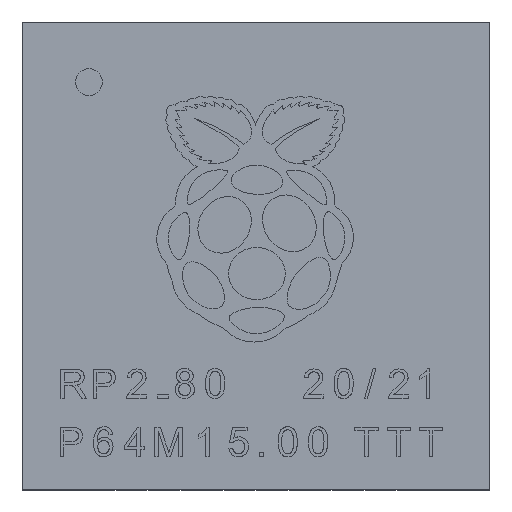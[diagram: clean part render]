
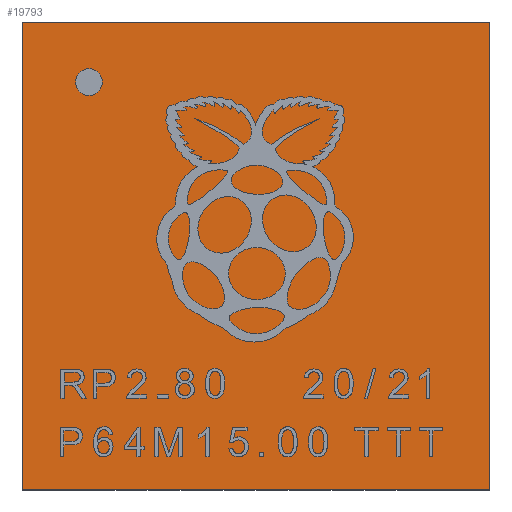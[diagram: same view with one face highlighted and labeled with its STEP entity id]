
A CAD part, top view. The second image highlights one B-rep face of the part: STEP entity #19793.
In plain terms, the highlighted planar face has unit normal (0, 0, 1).
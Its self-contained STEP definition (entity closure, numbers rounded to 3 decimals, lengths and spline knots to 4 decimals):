
#2509=PLANE('',#20443);
#3506=FACE_OUTER_BOUND('',#4666,.T.);
#4666=EDGE_LOOP('',(#17622,#17623,#17624,#17625));
#5978=LINE('',#36001,#7498);
#6013=LINE('',#36168,#7533);
#6170=LINE('',#41738,#7690);
#6172=LINE('',#41741,#7692);
#7498=VECTOR('',#22160,10.);
#7533=VECTOR('',#22199,10.);
#7690=VECTOR('',#22468,0.95);
#7692=VECTOR('',#22472,0.95);
#9398=VERTEX_POINT('',#35998);
#9399=VERTEX_POINT('',#36000);
#9433=VERTEX_POINT('',#36167);
#9588=VERTEX_POINT('',#41737);
#12041=EDGE_CURVE('',#9399,#9398,#5978,.T.);
#12078=EDGE_CURVE('',#9433,#9399,#6013,.T.);
#12343=EDGE_CURVE('',#9588,#9398,#6170,.T.);
#12345=EDGE_CURVE('',#9433,#9588,#6172,.T.);
#17622=ORIENTED_EDGE('',*,*,#12345,.F.);
#17623=ORIENTED_EDGE('',*,*,#12078,.T.);
#17624=ORIENTED_EDGE('',*,*,#12041,.T.);
#17625=ORIENTED_EDGE('',*,*,#12343,.F.);
#19793=ADVANCED_FACE('',(#3506),#2509,.T.);
#20443=AXIS2_PLACEMENT_3D('',#41742,#22473,#22474);
#22160=DIRECTION('',(-1.,0.,0.));
#22199=DIRECTION('',(0.,1.,0.));
#22468=DIRECTION('',(0.,1.,0.));
#22472=DIRECTION('',(-1.,0.,0.));
#22473=DIRECTION('center_axis',(0.,0.,1.));
#22474=DIRECTION('ref_axis',(1.,0.,0.));
#35998=CARTESIAN_POINT('',(-3.5,0.,0.9));
#36000=CARTESIAN_POINT('',(3.5,0.,0.9));
#36001=CARTESIAN_POINT('',(-3.5,0.,0.9));
#36167=CARTESIAN_POINT('',(3.5,-7.,0.9));
#36168=CARTESIAN_POINT('',(3.5,0.,0.9));
#41737=CARTESIAN_POINT('',(-3.5,-7.,0.9));
#41738=CARTESIAN_POINT('',(-3.5,-7.,0.9));
#41741=CARTESIAN_POINT('',(3.473,-7.,0.9));
#41742=CARTESIAN_POINT('Origin',(-0.0135,-3.5135,0.9));
